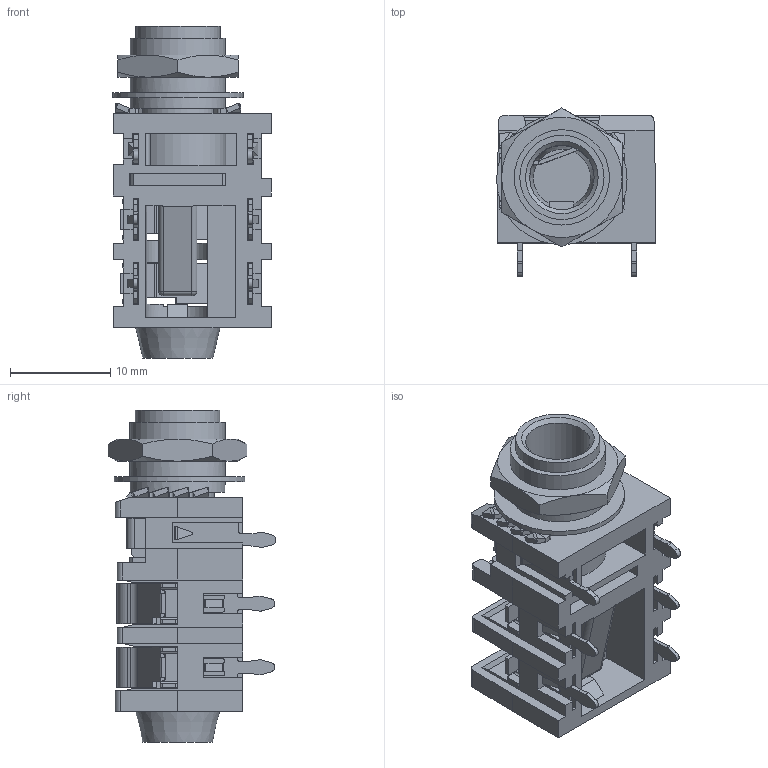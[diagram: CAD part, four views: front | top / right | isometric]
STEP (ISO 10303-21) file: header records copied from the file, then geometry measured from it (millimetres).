
FILE_DESCRIPTION(/* description */ ('STEP AP242','CAx-IF Rec.Pracs.---Representation and Presentation of Product Manufacturing Information (PMI)---4.0---2014-10-13','CAx-IF Rec.Pracs.---3D Tessellated Geometry---0.4---2014-09-14','2;1'),/* implementation_level */ '2;1');
FILE_NAME(/* name */ '642748c700dc3b67df32cbed',/* time_stamp */ '2023-03-31T20:55:36+00:00',/* author */ (''),/* organization */ (''),/* preprocessor_version */ 'ST-DEVELOPER v18.102',/* originating_system */ ' ',/* authorisation */ ' ');
FILE_SCHEMA (('AP242_MANAGED_MODEL_BASED_3D_ENGINEERING_MIM_LF { 1 0 10303 442 1 1 4 }'));
Length unit declared in the file: metre
Products named in the file (6): DONG; HOUSE; JING; DONG_1; JING_1; Sleeve
Bounding box: 15.82 x 16.75 x 33.1 mm (x, y, z)
Volume: 761.9 mm3; surface area: 5079.7 mm2
Topology: 5 solids, 6 shells, 885 faces, 2329 edges, 1449 vertices
Faces by surface type: plane 619, cylinder 188, bspline 60, cone 16, sphere 2
Full cylindrical faces by diameter (mm): 6.43 x2, 7.4 x1, 8.4 x1, 9.5 x2, 13 x1
Entity records: 29170 total; most frequent: CARTESIAN_POINT 7508, ORIENTED_EDGE 4618, DIRECTION 4206, EDGE_CURVE 2309, LINE 1786, VECTOR 1786, VERTEX_POINT 1444, AXIS2_PLACEMENT_3D 1210
